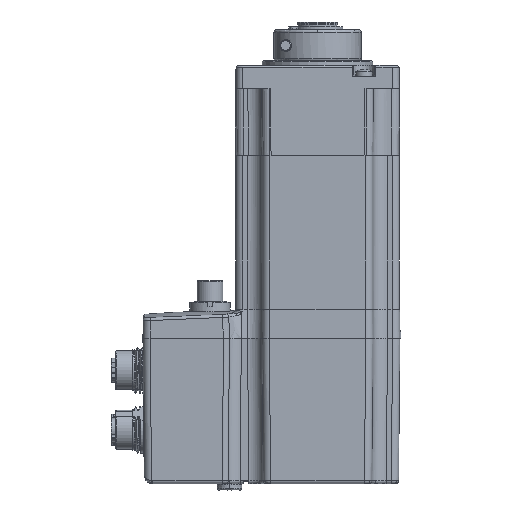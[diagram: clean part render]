
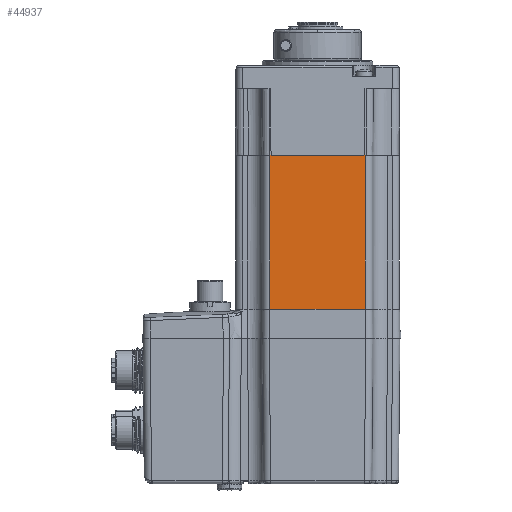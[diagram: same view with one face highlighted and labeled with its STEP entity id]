
A CAD part, front view. The second image highlights one B-rep face of the part: STEP entity #44937.
In plain terms, the highlighted planar face has unit normal (0, -1, 0).
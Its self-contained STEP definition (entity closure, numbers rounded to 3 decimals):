
#3033 = ORIENTED_EDGE ( 'NONE', *, *, #63861, .T. ) ;
#4953 = CARTESIAN_POINT ( 'NONE',  ( -16.5, -28.2, 10. ) ) ;
#5550 = VERTEX_POINT ( 'NONE', #133939 ) ;
#8020 = FACE_OUTER_BOUND ( 'NONE', #36702, .T. ) ;
#12571 = CARTESIAN_POINT ( 'NONE',  ( 15.999, -28.2, 10. ) ) ;
#15213 = EDGE_CURVE ( 'NONE', #5550, #60095, #87044, .T. ) ;
#15521 = DIRECTION ( 'NONE',  ( 1., 0., 0. ) ) ;
#17834 = VECTOR ( 'NONE', #15521, 1000. ) ;
#22993 = EDGE_CURVE ( 'NONE', #60095, #77640, #136053, .T. ) ;
#24618 = CARTESIAN_POINT ( 'NONE',  ( -16.5, -28.2, 10. ) ) ;
#24711 = LINE ( 'NONE', #81467, #73396 ) ;
#26092 = CARTESIAN_POINT ( 'NONE',  ( -15.999, -28.2, 10. ) ) ;
#26439 = ORIENTED_EDGE ( 'NONE', *, *, #63511, .F. ) ;
#32999 = VECTOR ( 'NONE', #48180, 1000. ) ;
#34600 = LINE ( 'NONE', #4953, #86584 ) ;
#36702 = EDGE_LOOP ( 'NONE', ( #98505, #26439, #81680, #81345, #52432, #3033 ) ) ;
#43189 = CARTESIAN_POINT ( 'NONE',  ( 16.5, -28.2, 10. ) ) ;
#44937 = ADVANCED_FACE ( 'NONE', ( #8020 ), #46119, .F. ) ;
#46119 = PLANE ( 'NONE',  #117758 ) ;
#48180 = DIRECTION ( 'NONE',  ( 0., 0., -1. ) ) ;
#52432 = ORIENTED_EDGE ( 'NONE', *, *, #15213, .F. ) ;
#60095 = VERTEX_POINT ( 'NONE', #132824 ) ;
#60385 = DIRECTION ( 'NONE',  ( 1., 0., 0. ) ) ;
#63511 = EDGE_CURVE ( 'NONE', #86965, #73540, #34600, .T. ) ;
#63861 = EDGE_CURVE ( 'NONE', #5550, #93635, #103254, .T. ) ;
#69049 = DIRECTION ( 'NONE',  ( 0., 0., 1. ) ) ;
#72653 = DIRECTION ( 'NONE',  ( 0., 0., 1. ) ) ;
#73396 = VECTOR ( 'NONE', #60385, 1000. ) ;
#73540 = VERTEX_POINT ( 'NONE', #43189 ) ;
#77640 = VERTEX_POINT ( 'NONE', #26092 ) ;
#78443 = DIRECTION ( 'NONE',  ( 0., 1., 0. ) ) ;
#81345 = ORIENTED_EDGE ( 'NONE', *, *, #22993, .F. ) ;
#81467 = CARTESIAN_POINT ( 'NONE',  ( -16.5, -28.2, 10. ) ) ;
#81680 = ORIENTED_EDGE ( 'NONE', *, *, #118572, .F. ) ;
#86584 = VECTOR ( 'NONE', #111631, 1000. ) ;
#86965 = VERTEX_POINT ( 'NONE', #12571 ) ;
#87044 = LINE ( 'NONE', #96047, #97181 ) ;
#91516 = DIRECTION ( 'NONE',  ( 1., 0., 0. ) ) ;
#93635 = VERTEX_POINT ( 'NONE', #130306 ) ;
#95951 = EDGE_CURVE ( 'NONE', #73540, #93635, #138553, .T. ) ;
#96047 = CARTESIAN_POINT ( 'NONE',  ( -16.5, -28.2, 10. ) ) ;
#97181 = VECTOR ( 'NONE', #72653, 1000. ) ;
#98505 = ORIENTED_EDGE ( 'NONE', *, *, #95951, .F. ) ;
#103254 = LINE ( 'NONE', #133469, #17834 ) ;
#107412 = VECTOR ( 'NONE', #91516, 1000. ) ;
#109260 = CARTESIAN_POINT ( 'NONE',  ( 25.7, -28.2, 10. ) ) ;
#111631 = DIRECTION ( 'NONE',  ( 1., 0., 0. ) ) ;
#117758 = AXIS2_PLACEMENT_3D ( 'NONE', #24618, #78443, #69049 ) ;
#118572 = EDGE_CURVE ( 'NONE', #77640, #86965, #24711, .T. ) ;
#119869 = CARTESIAN_POINT ( 'NONE',  ( 16.5, -28.2, 10. ) ) ;
#130306 = CARTESIAN_POINT ( 'NONE',  ( 16.5, -28.2, -43. ) ) ;
#132824 = CARTESIAN_POINT ( 'NONE',  ( -16.5, -28.2, 10. ) ) ;
#133469 = CARTESIAN_POINT ( 'NONE',  ( 0., -28.2, -43. ) ) ;
#133939 = CARTESIAN_POINT ( 'NONE',  ( -16.5, -28.2, -43. ) ) ;
#136053 = LINE ( 'NONE', #109260, #107412 ) ;
#138553 = LINE ( 'NONE', #119869, #32999 ) ;
